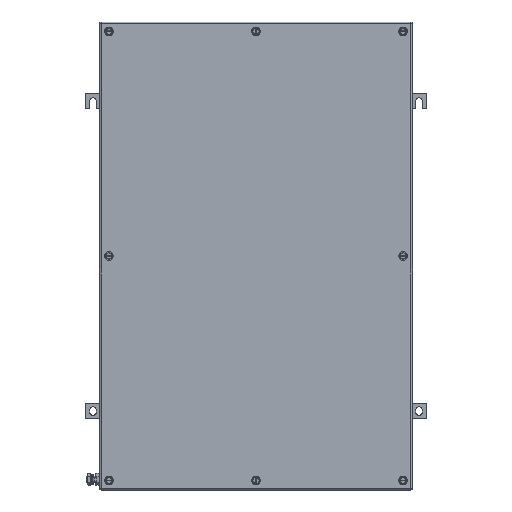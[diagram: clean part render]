
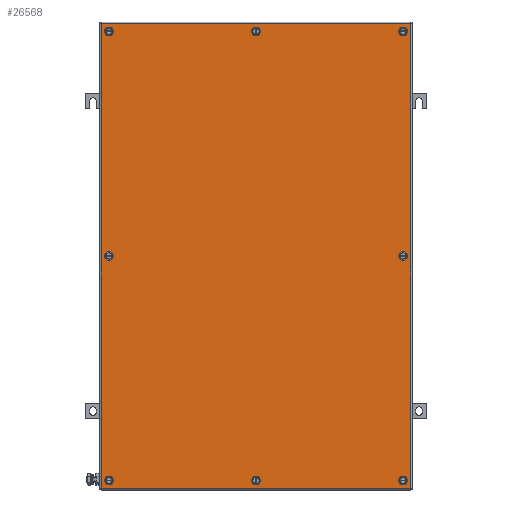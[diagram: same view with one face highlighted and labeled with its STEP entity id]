
A CAD part, top view. The second image highlights one B-rep face of the part: STEP entity #26568.
In plain terms, the highlighted planar face has unit normal (0, 0, 1).
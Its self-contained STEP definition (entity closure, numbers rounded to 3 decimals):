
#26370=AXIS2_PLACEMENT_3D('Circle Axis2P3D',#26368,#26369,$) ;
#26397=AXIS2_PLACEMENT_3D('Plane Axis2P3D',#26394,#26395,#26396) ;
#26435=AXIS2_PLACEMENT_3D('Circle Axis2P3D',#26433,#26434,$) ;
#26444=AXIS2_PLACEMENT_3D('Circle Axis2P3D',#26442,#26443,$) ;
#26453=AXIS2_PLACEMENT_3D('Circle Axis2P3D',#26451,#26452,$) ;
#26462=AXIS2_PLACEMENT_3D('Circle Axis2P3D',#26460,#26461,$) ;
#26471=AXIS2_PLACEMENT_3D('Circle Axis2P3D',#26469,#26470,$) ;
#26480=AXIS2_PLACEMENT_3D('Circle Axis2P3D',#26478,#26479,$) ;
#26489=AXIS2_PLACEMENT_3D('Circle Axis2P3D',#26487,#26488,$) ;
#26498=AXIS2_PLACEMENT_3D('Circle Axis2P3D',#26496,#26497,$) ;
#26507=AXIS2_PLACEMENT_3D('Circle Axis2P3D',#26505,#26506,$) ;
#26516=AXIS2_PLACEMENT_3D('Circle Axis2P3D',#26514,#26515,$) ;
#26525=AXIS2_PLACEMENT_3D('Circle Axis2P3D',#26523,#26524,$) ;
#26534=AXIS2_PLACEMENT_3D('Circle Axis2P3D',#26532,#26533,$) ;
#26543=AXIS2_PLACEMENT_3D('Circle Axis2P3D',#26541,#26542,$) ;
#26552=AXIS2_PLACEMENT_3D('Circle Axis2P3D',#26550,#26551,$) ;
#26561=AXIS2_PLACEMENT_3D('Circle Axis2P3D',#26559,#26560,$) ;
#26365=CARTESIAN_POINT('Vertex',(276.,15.,203.5)) ;
#26368=CARTESIAN_POINT('Axis2P3D Location',(279.5,15.,203.5)) ;
#26372=CARTESIAN_POINT('Vertex',(283.,15.,203.5)) ;
#26394=CARTESIAN_POINT('Axis2P3D Location',(279.5,383.5,203.5)) ;
#26399=CARTESIAN_POINT('Line Origine',(279.5,764.,203.5)) ;
#26403=CARTESIAN_POINT('Vertex',(533.,764.,203.5)) ;
#26405=CARTESIAN_POINT('Vertex',(26.,764.,203.5)) ;
#26408=CARTESIAN_POINT('Line Origine',(26.,383.5,203.5)) ;
#26412=CARTESIAN_POINT('Vertex',(26.,3.,203.5)) ;
#26415=CARTESIAN_POINT('Line Origine',(279.5,3.,203.5)) ;
#26419=CARTESIAN_POINT('Vertex',(533.,3.,203.5)) ;
#26422=CARTESIAN_POINT('Line Origine',(533.,383.5,203.5)) ;
#26433=CARTESIAN_POINT('Axis2P3D Location',(279.5,15.,203.5)) ;
#26442=CARTESIAN_POINT('Axis2P3D Location',(279.5,752.,203.5)) ;
#26446=CARTESIAN_POINT('Vertex',(283.,752.,203.5)) ;
#26448=CARTESIAN_POINT('Vertex',(276.,752.,203.5)) ;
#26451=CARTESIAN_POINT('Axis2P3D Location',(279.5,752.,203.5)) ;
#26460=CARTESIAN_POINT('Axis2P3D Location',(38.,383.5,203.5)) ;
#26464=CARTESIAN_POINT('Vertex',(34.5,383.5,203.5)) ;
#26466=CARTESIAN_POINT('Vertex',(41.5,383.5,203.5)) ;
#26469=CARTESIAN_POINT('Axis2P3D Location',(38.,383.5,203.5)) ;
#26478=CARTESIAN_POINT('Axis2P3D Location',(521.,383.5,203.5)) ;
#26482=CARTESIAN_POINT('Vertex',(524.5,383.5,203.5)) ;
#26484=CARTESIAN_POINT('Vertex',(517.5,383.5,203.5)) ;
#26487=CARTESIAN_POINT('Axis2P3D Location',(521.,383.5,203.5)) ;
#26496=CARTESIAN_POINT('Axis2P3D Location',(38.,752.,203.5)) ;
#26500=CARTESIAN_POINT('Vertex',(34.5,752.,203.5)) ;
#26502=CARTESIAN_POINT('Vertex',(41.5,752.,203.5)) ;
#26505=CARTESIAN_POINT('Axis2P3D Location',(38.,752.,203.5)) ;
#26514=CARTESIAN_POINT('Axis2P3D Location',(38.,15.,203.5)) ;
#26518=CARTESIAN_POINT('Vertex',(34.5,15.,203.5)) ;
#26520=CARTESIAN_POINT('Vertex',(41.5,15.,203.5)) ;
#26523=CARTESIAN_POINT('Axis2P3D Location',(38.,15.,203.5)) ;
#26532=CARTESIAN_POINT('Axis2P3D Location',(521.,15.,203.5)) ;
#26536=CARTESIAN_POINT('Vertex',(524.5,15.,203.5)) ;
#26538=CARTESIAN_POINT('Vertex',(517.5,15.,203.5)) ;
#26541=CARTESIAN_POINT('Axis2P3D Location',(521.,15.,203.5)) ;
#26550=CARTESIAN_POINT('Axis2P3D Location',(521.,752.,203.5)) ;
#26554=CARTESIAN_POINT('Vertex',(524.5,752.,203.5)) ;
#26556=CARTESIAN_POINT('Vertex',(517.5,752.,203.5)) ;
#26559=CARTESIAN_POINT('Axis2P3D Location',(521.,752.,203.5)) ;
#26369=DIRECTION('Axis2P3D Direction',(0.,0.,1.)) ;
#26395=DIRECTION('Axis2P3D Direction',(0.,0.,1.)) ;
#26396=DIRECTION('Axis2P3D XDirection',(1.,0.,0.)) ;
#26400=DIRECTION('Vector Direction',(1.,0.,0.)) ;
#26409=DIRECTION('Vector Direction',(0.,-1.,0.)) ;
#26416=DIRECTION('Vector Direction',(1.,0.,0.)) ;
#26423=DIRECTION('Vector Direction',(0.,1.,0.)) ;
#26434=DIRECTION('Axis2P3D Direction',(0.,0.,1.)) ;
#26443=DIRECTION('Axis2P3D Direction',(0.,0.,1.)) ;
#26452=DIRECTION('Axis2P3D Direction',(0.,0.,1.)) ;
#26461=DIRECTION('Axis2P3D Direction',(0.,0.,1.)) ;
#26470=DIRECTION('Axis2P3D Direction',(0.,0.,1.)) ;
#26479=DIRECTION('Axis2P3D Direction',(0.,0.,1.)) ;
#26488=DIRECTION('Axis2P3D Direction',(0.,0.,1.)) ;
#26497=DIRECTION('Axis2P3D Direction',(0.,0.,1.)) ;
#26506=DIRECTION('Axis2P3D Direction',(0.,0.,1.)) ;
#26515=DIRECTION('Axis2P3D Direction',(0.,0.,1.)) ;
#26524=DIRECTION('Axis2P3D Direction',(0.,0.,1.)) ;
#26533=DIRECTION('Axis2P3D Direction',(0.,0.,1.)) ;
#26542=DIRECTION('Axis2P3D Direction',(0.,0.,1.)) ;
#26551=DIRECTION('Axis2P3D Direction',(0.,0.,1.)) ;
#26560=DIRECTION('Axis2P3D Direction',(0.,0.,1.)) ;
#26401=VECTOR('Line Direction',#26400,1.) ;
#26410=VECTOR('Line Direction',#26409,1.) ;
#26417=VECTOR('Line Direction',#26416,1.) ;
#26424=VECTOR('Line Direction',#26423,1.) ;
#26428=ORIENTED_EDGE('',*,*,#26407,.T.) ;
#26429=ORIENTED_EDGE('',*,*,#26414,.T.) ;
#26430=ORIENTED_EDGE('',*,*,#26421,.T.) ;
#26431=ORIENTED_EDGE('',*,*,#26426,.T.) ;
#26439=ORIENTED_EDGE('',*,*,#26437,.F.) ;
#26440=ORIENTED_EDGE('',*,*,#26374,.F.) ;
#26457=ORIENTED_EDGE('',*,*,#26450,.F.) ;
#26458=ORIENTED_EDGE('',*,*,#26455,.F.) ;
#26475=ORIENTED_EDGE('',*,*,#26468,.F.) ;
#26476=ORIENTED_EDGE('',*,*,#26473,.F.) ;
#26493=ORIENTED_EDGE('',*,*,#26486,.F.) ;
#26494=ORIENTED_EDGE('',*,*,#26491,.F.) ;
#26511=ORIENTED_EDGE('',*,*,#26504,.F.) ;
#26512=ORIENTED_EDGE('',*,*,#26509,.F.) ;
#26529=ORIENTED_EDGE('',*,*,#26522,.F.) ;
#26530=ORIENTED_EDGE('',*,*,#26527,.F.) ;
#26547=ORIENTED_EDGE('',*,*,#26540,.F.) ;
#26548=ORIENTED_EDGE('',*,*,#26545,.F.) ;
#26565=ORIENTED_EDGE('',*,*,#26558,.F.) ;
#26566=ORIENTED_EDGE('',*,*,#26563,.F.) ;
#26441=FACE_BOUND('',#26438,.T.) ;
#26459=FACE_BOUND('',#26456,.T.) ;
#26477=FACE_BOUND('',#26474,.T.) ;
#26495=FACE_BOUND('',#26492,.T.) ;
#26513=FACE_BOUND('',#26510,.T.) ;
#26531=FACE_BOUND('',#26528,.T.) ;
#26549=FACE_BOUND('',#26546,.T.) ;
#26567=FACE_BOUND('',#26564,.T.) ;
#26568=ADVANCED_FACE('ZUB_KTB_FS_765020_0GP_AllCATPart.2\\ZUB_DE_KTB_FS.1\\DE_KTB_MH_PART_MASTER.1\\Koerper.2',(#26432,#26441,#26459,#26477,#26495,#26513,#26531,#26549,#26567),#26398,.T.) ;
#26371=CIRCLE('generated circle',#26370,3.5) ;
#26436=CIRCLE('generated circle',#26435,3.5) ;
#26445=CIRCLE('generated circle',#26444,3.5) ;
#26454=CIRCLE('generated circle',#26453,3.5) ;
#26463=CIRCLE('generated circle',#26462,3.5) ;
#26472=CIRCLE('generated circle',#26471,3.5) ;
#26481=CIRCLE('generated circle',#26480,3.5) ;
#26490=CIRCLE('generated circle',#26489,3.5) ;
#26499=CIRCLE('generated circle',#26498,3.5) ;
#26508=CIRCLE('generated circle',#26507,3.5) ;
#26517=CIRCLE('generated circle',#26516,3.5) ;
#26526=CIRCLE('generated circle',#26525,3.5) ;
#26535=CIRCLE('generated circle',#26534,3.5) ;
#26544=CIRCLE('generated circle',#26543,3.5) ;
#26553=CIRCLE('generated circle',#26552,3.5) ;
#26562=CIRCLE('generated circle',#26561,3.5) ;
#26374=EDGE_CURVE('',#26366,#26373,#26371,.T.) ;
#26407=EDGE_CURVE('',#26404,#26406,#26402,.F.) ;
#26414=EDGE_CURVE('',#26406,#26413,#26411,.T.) ;
#26421=EDGE_CURVE('',#26413,#26420,#26418,.T.) ;
#26426=EDGE_CURVE('',#26420,#26404,#26425,.T.) ;
#26437=EDGE_CURVE('',#26373,#26366,#26436,.T.) ;
#26450=EDGE_CURVE('',#26447,#26449,#26445,.T.) ;
#26455=EDGE_CURVE('',#26449,#26447,#26454,.T.) ;
#26468=EDGE_CURVE('',#26465,#26467,#26463,.T.) ;
#26473=EDGE_CURVE('',#26467,#26465,#26472,.T.) ;
#26486=EDGE_CURVE('',#26483,#26485,#26481,.T.) ;
#26491=EDGE_CURVE('',#26485,#26483,#26490,.T.) ;
#26504=EDGE_CURVE('',#26501,#26503,#26499,.T.) ;
#26509=EDGE_CURVE('',#26503,#26501,#26508,.T.) ;
#26522=EDGE_CURVE('',#26519,#26521,#26517,.T.) ;
#26527=EDGE_CURVE('',#26521,#26519,#26526,.T.) ;
#26540=EDGE_CURVE('',#26537,#26539,#26535,.T.) ;
#26545=EDGE_CURVE('',#26539,#26537,#26544,.T.) ;
#26558=EDGE_CURVE('',#26555,#26557,#26553,.T.) ;
#26563=EDGE_CURVE('',#26557,#26555,#26562,.T.) ;
#26427=EDGE_LOOP('',(#26428,#26429,#26430,#26431)) ;
#26438=EDGE_LOOP('',(#26439,#26440)) ;
#26456=EDGE_LOOP('',(#26457,#26458)) ;
#26474=EDGE_LOOP('',(#26475,#26476)) ;
#26492=EDGE_LOOP('',(#26493,#26494)) ;
#26510=EDGE_LOOP('',(#26511,#26512)) ;
#26528=EDGE_LOOP('',(#26529,#26530)) ;
#26546=EDGE_LOOP('',(#26547,#26548)) ;
#26564=EDGE_LOOP('',(#26565,#26566)) ;
#26432=FACE_OUTER_BOUND('',#26427,.T.) ;
#26402=LINE('Line',#26399,#26401) ;
#26411=LINE('Line',#26408,#26410) ;
#26418=LINE('Line',#26415,#26417) ;
#26425=LINE('Line',#26422,#26424) ;
#26398=PLANE('',#26397) ;
#26366=VERTEX_POINT('',#26365) ;
#26373=VERTEX_POINT('',#26372) ;
#26404=VERTEX_POINT('',#26403) ;
#26406=VERTEX_POINT('',#26405) ;
#26413=VERTEX_POINT('',#26412) ;
#26420=VERTEX_POINT('',#26419) ;
#26447=VERTEX_POINT('',#26446) ;
#26449=VERTEX_POINT('',#26448) ;
#26465=VERTEX_POINT('',#26464) ;
#26467=VERTEX_POINT('',#26466) ;
#26483=VERTEX_POINT('',#26482) ;
#26485=VERTEX_POINT('',#26484) ;
#26501=VERTEX_POINT('',#26500) ;
#26503=VERTEX_POINT('',#26502) ;
#26519=VERTEX_POINT('',#26518) ;
#26521=VERTEX_POINT('',#26520) ;
#26537=VERTEX_POINT('',#26536) ;
#26539=VERTEX_POINT('',#26538) ;
#26555=VERTEX_POINT('',#26554) ;
#26557=VERTEX_POINT('',#26556) ;
